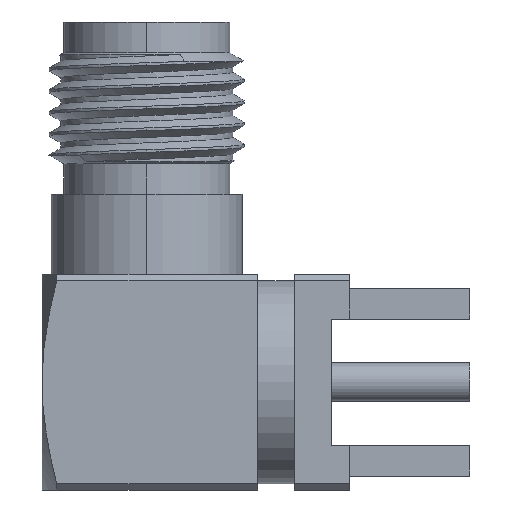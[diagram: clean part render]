
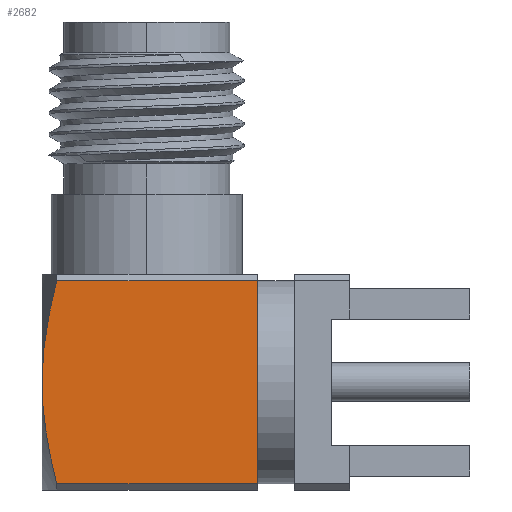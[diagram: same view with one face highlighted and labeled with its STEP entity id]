
A CAD part, left-side view. The second image highlights one B-rep face of the part: STEP entity #2682.
In plain terms, the highlighted planar face has unit normal (-1, 0, 0).
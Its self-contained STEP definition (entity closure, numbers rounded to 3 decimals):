
#480=CARTESIAN_POINT('',(-3.5,3.4,-11.7));
#481=CARTESIAN_POINT('',(-3.5,3.4,-11.523));
#482=CARTESIAN_POINT('',(-3.5,3.39,-11.169));
#483=CARTESIAN_POINT('',(-3.5,3.347,-10.643));
#484=CARTESIAN_POINT('',(-3.5,3.28,-10.12));
#485=CARTESIAN_POINT('',(-3.5,3.189,-9.589));
#486=CARTESIAN_POINT('',(-3.5,3.075,-9.031));
#487=CARTESIAN_POINT('',(-3.5,2.977,-8.616));
#488=CARTESIAN_POINT('',(-3.5,2.923,-8.4));
#500=DIRECTION('',(0.,0.,1.));
#501=VECTOR('',#500,6.6);
#502=CARTESIAN_POINT('',(-3.5,-3.6,-15.));
#503=LINE('',#502,#501);
#515=DIRECTION('',(0.,1.,0.));
#516=VECTOR('',#515,6.523);
#517=CARTESIAN_POINT('',(-3.5,-3.6,-15.));
#518=LINE('',#517,#516);
#619=CARTESIAN_POINT('',(-3.5,2.923,-15.));
#620=CARTESIAN_POINT('',(-3.5,2.977,-14.784));
#621=CARTESIAN_POINT('',(-3.5,3.075,-14.369));
#622=CARTESIAN_POINT('',(-3.5,3.189,-13.812));
#623=CARTESIAN_POINT('',(-3.5,3.28,-13.28));
#624=CARTESIAN_POINT('',(-3.5,3.347,-12.757));
#625=CARTESIAN_POINT('',(-3.5,3.39,-12.231));
#626=CARTESIAN_POINT('',(-3.5,3.4,-11.878));
#627=CARTESIAN_POINT('',(-3.5,3.4,-11.7));
#640=DIRECTION('',(0.,-1.,0.));
#641=VECTOR('',#640,6.523);
#642=CARTESIAN_POINT('',(-3.5,2.923,-8.4));
#643=LINE('',#642,#641);
#1707=CARTESIAN_POINT('',(-3.5,3.4,-11.7));
#1709=VERTEX_POINT('',#1707);
#1798=CARTESIAN_POINT('',(-3.5,-3.6,-8.4));
#1800=VERTEX_POINT('',#1798);
#1816=CARTESIAN_POINT('',(-3.5,2.923,-8.4));
#1817=VERTEX_POINT('',#1816);
#1834=CARTESIAN_POINT('',(-3.5,-3.6,-15.));
#1835=VERTEX_POINT('',#1834);
#1935=CARTESIAN_POINT('',(-3.5,2.923,-15.));
#1936=VERTEX_POINT('',#1935);
#2667=CARTESIAN_POINT('',(-3.5,-6.6,-7.6));
#2668=DIRECTION('',(-1.,0.,0.));
#2669=DIRECTION('',(0.,0.,1.));
#2670=AXIS2_PLACEMENT_3D('',#2667,#2668,#2669);
#2671=PLANE('',#2670);
#2672=ORIENTED_EDGE('',*,*,#2618,.F.);
#2674=ORIENTED_EDGE('',*,*,#2673,.T.);
#2676=ORIENTED_EDGE('',*,*,#2675,.T.);
#2677=ORIENTED_EDGE('',*,*,#2657,.T.);
#2679=ORIENTED_EDGE('',*,*,#2678,.T.);
#2680=EDGE_LOOP('',(#2672,#2674,#2676,#2677,#2679));
#2681=FACE_OUTER_BOUND('',#2680,.F.);
#489=B_SPLINE_CURVE_WITH_KNOTS('',3,(#480,#481,#482,#483,#484,#485,#486,#487,
#488),.UNSPECIFIED.,.F.,.F.,(4,1,1,1,1,1,4),(0.,0.167,
0.333,0.5,0.667,0.833,1.),
.UNSPECIFIED.);
#628=B_SPLINE_CURVE_WITH_KNOTS('',3,(#619,#620,#621,#622,#623,#624,#625,#626,
#627),.UNSPECIFIED.,.F.,.F.,(4,1,1,1,1,1,4),(0.,0.167,
0.333,0.5,0.667,0.833,1.),
.UNSPECIFIED.);
#2618=EDGE_CURVE('',#1835,#1800,#503,.T.);
#2657=EDGE_CURVE('',#1709,#1817,#489,.T.);
#2673=EDGE_CURVE('',#1835,#1936,#518,.T.);
#2675=EDGE_CURVE('',#1936,#1709,#628,.T.);
#2678=EDGE_CURVE('',#1817,#1800,#643,.T.);
#2682=ADVANCED_FACE('',(#2681),#2671,.T.);
